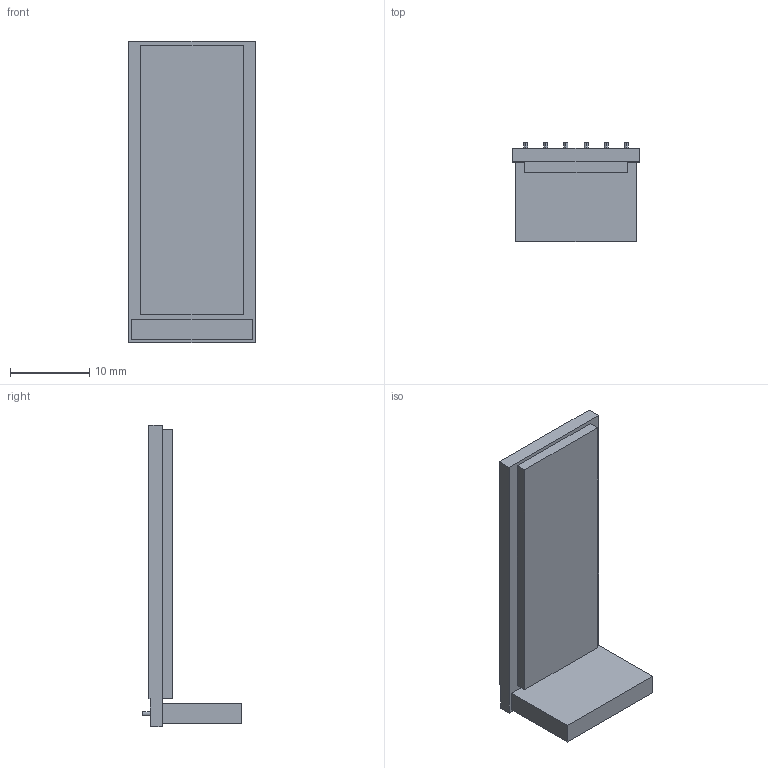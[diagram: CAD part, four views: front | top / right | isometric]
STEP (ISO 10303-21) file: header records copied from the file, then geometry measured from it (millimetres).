
FILE_DESCRIPTION (( 'STEP AP214' ), '1' );
FILE_NAME ('懦挴耀輸.STEP', '2023-01-09T06:01:27', ( 'qiancaohua' ), ( ' ' ), 'SwSTEP 2.0', 'SolidWorks 2022', '' );
FILE_SCHEMA (( 'AUTOMOTIVE_DESIGN' ));
Length unit declared in the file: millimetre
Products named in the file (1): 懦挴耀輸
Bounding box: 16 x 12.5 x 38 mm (x, y, z)
Volume: 1985.3 mm3; surface area: 1885.4 mm2
Topology: 1 solids, 1 shells, 36 faces, 78 edges, 52 vertices
Faces by surface type: plane 24, cylinder 12
Entity records: 1207 total; most frequent: DIRECTION 176, CARTESIAN_POINT 167, ORIENTED_EDGE 156, EDGE_CURVE 78, AXIS2_PLACEMENT_3D 61, LINE 54, VECTOR 54, VERTEX_POINT 52
